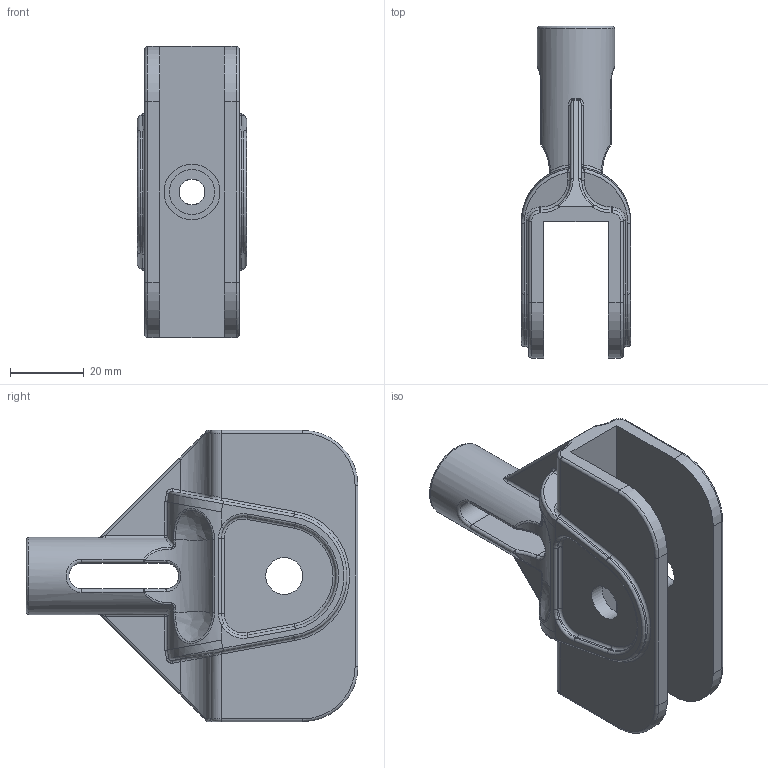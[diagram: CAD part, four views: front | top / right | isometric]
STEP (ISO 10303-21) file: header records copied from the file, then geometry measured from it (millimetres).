
FILE_DESCRIPTION(/* description */ (''),/* implementation_level */ '2;1');
FILE_NAME(/* name */ 'drilling jig plate system.stp',/* time_stamp */ '2025-06-03T10:06:05+02:00',/* author */ ('clehmann'),/* organization */ (''),/* preprocessor_version */ 'ST-DEVELOPER v20',/* originating_system */ 'Autodesk Inventor 2025',/* authorisation */ '');
FILE_SCHEMA (('AUTOMOTIVE_DESIGN { 1 0 10303 214 3 1 1 }'));
Length unit declared in the file: millimetre
Products named in the file (1): 250512_Bohrlehre Plattensystem_7mm
Bounding box: 29.6 x 90 x 79 mm (x, y, z)
Volume: 48107.1 mm3; surface area: 22930.2 mm2
Topology: 1 solids, 1 shells, 260 faces, 621 edges, 363 vertices
Faces by surface type: cylinder 107, bspline 64, plane 44, torus 37, sphere 8
Full cylindrical faces by diameter (mm): 7 x2, 10 x2, 12.1 x1, 15 x1, 21 x1
Entity records: 9847 total; most frequent: CARTESIAN_POINT 4053, ORIENTED_EDGE 1234, DIRECTION 1161, EDGE_CURVE 617, AXIS2_PLACEMENT_3D 475, VERTEX_POINT 359, EDGE_LOOP 270, FACE_OUTER_BOUND 260
